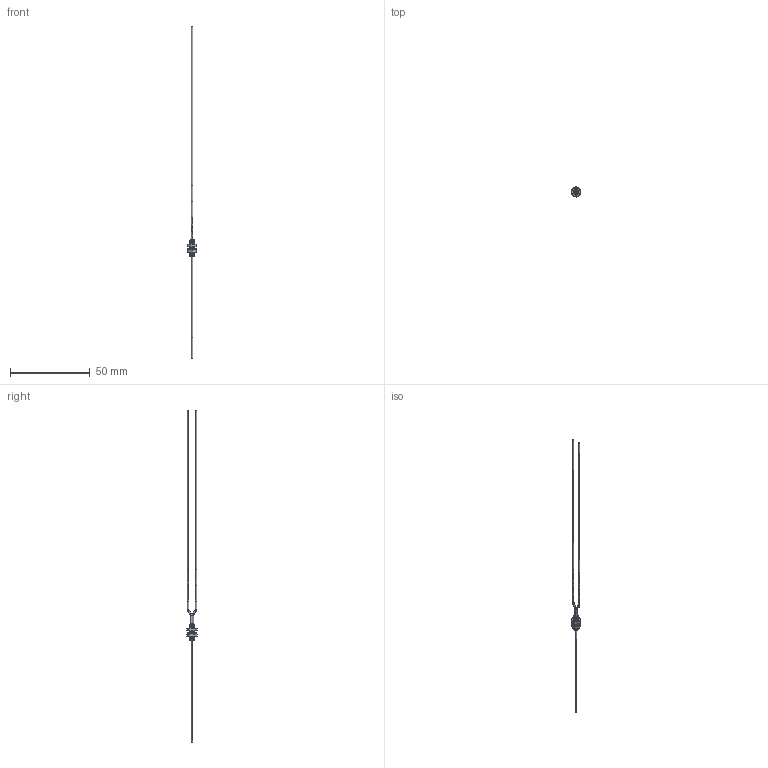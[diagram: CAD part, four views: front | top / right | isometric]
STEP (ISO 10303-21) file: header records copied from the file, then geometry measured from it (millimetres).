
FILE_DESCRIPTION((''),'2;1');
FILE_NAME('192793_ASM','2016-02-09T',('pdmadmin'),(''),'PRO/ENGINEER BY PARAMETRIC TECHNOLOGY CORPORATION, 2013230','PRO/ENGINEER BY PARAMETRIC TECHNOLOGY CORPORATION, 2013230','');
FILE_SCHEMA(('CONFIG_CONTROL_DESIGN'));
Length unit declared in the file: inch
Products named in the file (9): 39159; 39160; 30800_CURVED; 30800; 08396_M3X0; 08393_M3_ITLW_NI_PLATE; FIBER_CORE_010_0-25; 39992_ASM; 192793_ASM
Assembly tree (12 placements, depth 3):
  192793_ASM
    39992_ASM
      39159
      39160
      30800_CURVED  x2
      30800  x2
      08396_M3X0  x2
      08393_M3_ITLW_NI_PLATE
      FIBER_CORE_010_0-25  x2
Bounding box: 5.99 x 6.35 x 208.54 mm (x, y, z)
Volume: 344.6 mm3; surface area: 1869.5 mm2
Topology: 11 solids, 13 shells, 289 faces, 696 edges, 430 vertices
Faces by surface type: cylinder 142, plane 55, cone 54, bspline 22, torus 16
Entity records: 12694 total; most frequent: CARTESIAN_POINT 7306, ORIENTED_EDGE 1096, DIRECTION 1091, EDGE_CURVE 550, AXIS2_PLACEMENT_3D 433, VERTEX_POINT 348, EDGE_LOOP 228, VECTOR 225
